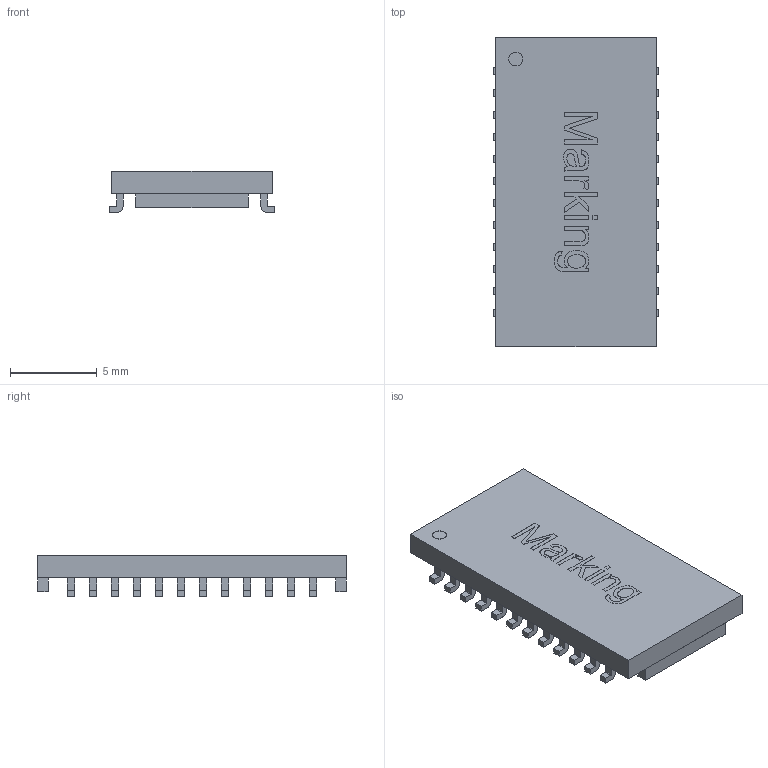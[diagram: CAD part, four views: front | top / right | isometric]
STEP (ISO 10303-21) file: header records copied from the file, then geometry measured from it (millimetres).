
FILE_DESCRIPTION(/* description */ ('Unknown'),/* implementation_level */ '2;1');
FILE_NAME(/* name */ 'T_Wurth_WE-LAN_749020112B',/* time_stamp */ '2025-08-26T16:58:09+08:00',/* author */ ('Unknown'),/* organization */ ('Unknown'),/* preprocessor_version */ 'ST-DEVELOPER v19.4',/* originating_system */ 'Solid Edge',/* authorisation */ 'Unknown');
FILE_SCHEMA (('AUTOMOTIVE_DESIGN {1 0 10303 214 3 1 1}'));
Length unit declared in the file: millimetre
Products named in the file (2): T_Wurth_WE-LAN_749020112B
Assembly tree (1 placements, depth 2):
  T_Wurth_WE-LAN_749020112B
    T_Wurth_WE-LAN_749020112B
Bounding box: 9.55 x 17.85 x 2.39 mm (x, y, z)
Volume: 92.2 mm3; surface area: 532.6 mm2
Topology: 1 solids, 1 shells, 313 faces, 825 edges, 550 vertices
Faces by surface type: plane 248, cylinder 50, bspline 15
Full cylindrical faces by diameter (mm): 0.8 x1
Entity records: 12458 total; most frequent: CARTESIAN_POINT 2661, ORIENTED_EDGE 1646, DIRECTION 1395, EDGE_CURVE 823, LINE 599, VECTOR 599, VERTEX_POINT 550, AXIS2_PLACEMENT_3D 398
